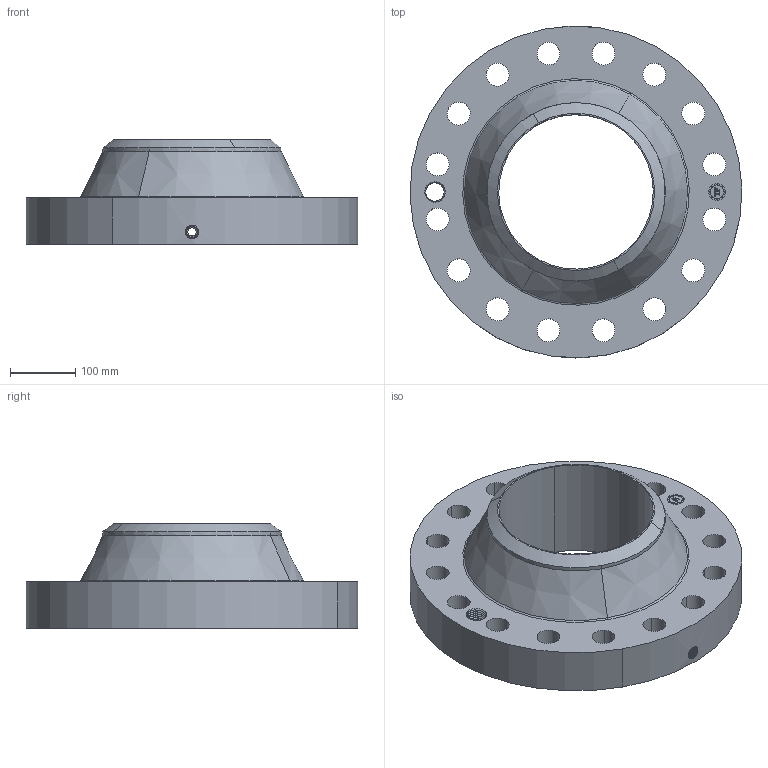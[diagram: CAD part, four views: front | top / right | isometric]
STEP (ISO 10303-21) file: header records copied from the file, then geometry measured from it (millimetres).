
FILE_DESCRIPTION(('3D STEP'),'2;1');
FILE_NAME('10-600-RTJ-WELD-NECK-100-ORIF-FLANGE.stp','2013-10-27T06:10:57+00:00',('Texas Flange'),(''),'CATIA Version 5 Release 20 SP 6 (IN-10)','CATIA V5 STEP AP214','800-826-3801');
FILE_SCHEMA(('AUTOMOTIVE_DESIGN { 1 0 10303 214 1 1 1 1 }'));
Length unit declared in the file: inch
Products named in the file (1): 10-600-RTJ-WELD-NECK-100-ORIF-FLANGE
Bounding box: 507.86 x 508 x 160.32 mm (x, y, z)
Volume: 12436648.6 mm3; surface area: 727504.6 mm2
Topology: 1 solids, 1 shells, 822 faces, 2230 edges, 1430 vertices
Faces by surface type: plane 370, bspline 271, cylinder 117, cone 54, torus 6, revolution 4
Entity records: 34592 total; most frequent: CARTESIAN_POINT 14387, ORIENTED_EDGE 4460, EDGE_CURVE 2230, DIRECTION 2163, VERTEX_POINT 1430, VECTOR 1210, LINE 1210, EDGE_LOOP 882
